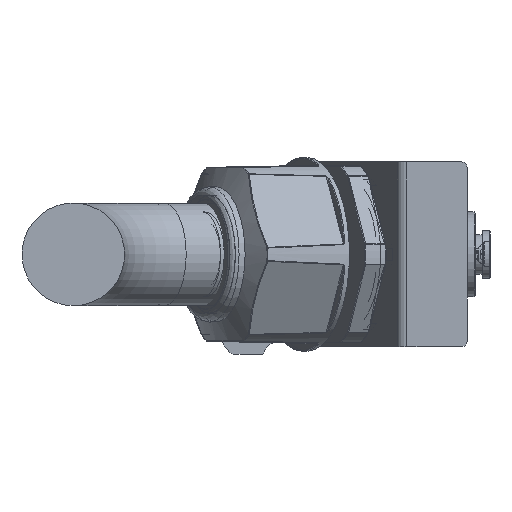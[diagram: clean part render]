
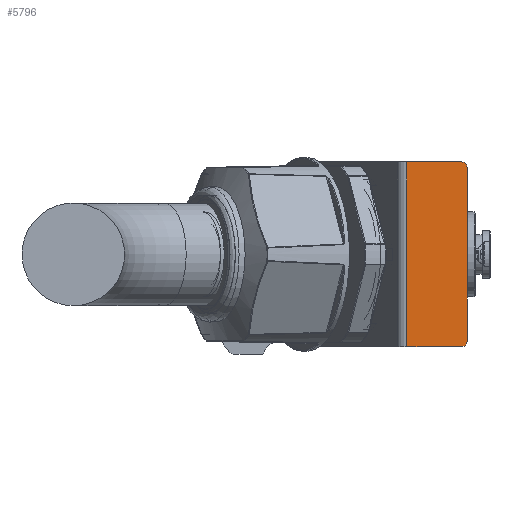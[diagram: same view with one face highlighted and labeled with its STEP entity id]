
A CAD part, left-side view. The second image highlights one B-rep face of the part: STEP entity #5796.
In plain terms, the highlighted planar face has unit normal (-1, 0, 0).
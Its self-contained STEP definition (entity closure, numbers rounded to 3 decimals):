
#524 = CARTESIAN_POINT ( 'NONE',  ( -660.588, 0., -55.372 ) ) ;
#801 = LINE ( 'NONE', #1581, #5073 ) ;
#866 = CARTESIAN_POINT ( 'NONE',  ( -660.588, 0., -53.658 ) ) ;
#982 = EDGE_LOOP ( 'NONE', ( #3613, #4274, #1102, #6236, #9409, #3168 ) ) ;
#1102 = ORIENTED_EDGE ( 'NONE', *, *, #10270, .T. ) ;
#1374 = EDGE_CURVE ( 'NONE', #3023, #8476, #4437, .T. ) ;
#1581 = CARTESIAN_POINT ( 'NONE',  ( -660.588, 0., -55.372 ) ) ;
#1648 = CARTESIAN_POINT ( 'NONE',  ( -660.588, 1.714, -53.658 ) ) ;
#1666 = VECTOR ( 'NONE', #2428, 1000. ) ;
#1909 = CARTESIAN_POINT ( 'NONE',  ( -660.588, 0., -1.714 ) ) ;
#2428 = DIRECTION ( 'NONE',  ( 0., 0., 1. ) ) ;
#2926 = DIRECTION ( 'NONE',  ( -1., 0., 0. ) ) ;
#2998 = DIRECTION ( 'NONE',  ( 0., 0., 1. ) ) ;
#3023 = VERTEX_POINT ( 'NONE', #8411 ) ;
#3168 = ORIENTED_EDGE ( 'NONE', *, *, #6345, .F. ) ;
#3613 = ORIENTED_EDGE ( 'NONE', *, *, #7383, .T. ) ;
#3682 = AXIS2_PLACEMENT_3D ( 'NONE', #524, #2926, #6145 ) ;
#3688 = DIRECTION ( 'NONE',  ( 0., -1., 0. ) ) ;
#4274 = ORIENTED_EDGE ( 'NONE', *, *, #1374, .T. ) ;
#4378 = EDGE_CURVE ( 'NONE', #8292, #9254, #5334, .T. ) ;
#4437 = CIRCLE ( 'NONE', #5784, 1.714 ) ;
#4497 = FACE_OUTER_BOUND ( 'NONE', #982, .T. ) ;
#4536 = DIRECTION ( 'NONE',  ( 0., -1., 0. ) ) ;
#4748 = DIRECTION ( 'NONE',  ( -1., 0., 0. ) ) ;
#5073 = VECTOR ( 'NONE', #10343, 1000. ) ;
#5155 = VERTEX_POINT ( 'NONE', #8072 ) ;
#5191 = VECTOR ( 'NONE', #3688, 1000. ) ;
#5334 = CIRCLE ( 'NONE', #7532, 1.714 ) ;
#5784 = AXIS2_PLACEMENT_3D ( 'NONE', #1648, #4748, #7349 ) ;
#5796 = ADVANCED_FACE ( 'NONE', ( #4497 ), #7726, .T. ) ;
#6145 = DIRECTION ( 'NONE',  ( 0., 0., 1. ) ) ;
#6216 = CARTESIAN_POINT ( 'NONE',  ( -660.588, 1.714, -1.714 ) ) ;
#6236 = ORIENTED_EDGE ( 'NONE', *, *, #4378, .T. ) ;
#6338 = CARTESIAN_POINT ( 'NONE',  ( -660.588, 18.078, -55.372 ) ) ;
#6345 = EDGE_CURVE ( 'NONE', #10200, #5155, #8776, .T. ) ;
#7349 = DIRECTION ( 'NONE',  ( 0., 0., 1. ) ) ;
#7383 = EDGE_CURVE ( 'NONE', #10200, #3023, #10137, .T. ) ;
#7532 = AXIS2_PLACEMENT_3D ( 'NONE', #6216, #7803, #2998 ) ;
#7726 = PLANE ( 'NONE',  #3682 ) ;
#7802 = CARTESIAN_POINT ( 'NONE',  ( -660.588, 0., -55.372 ) ) ;
#7803 = DIRECTION ( 'NONE',  ( -1., 0., 0. ) ) ;
#8072 = CARTESIAN_POINT ( 'NONE',  ( -660.588, 18.078, 0. ) ) ;
#8203 = CARTESIAN_POINT ( 'NONE',  ( -660.588, 1.714, 0. ) ) ;
#8261 = EDGE_CURVE ( 'NONE', #5155, #9254, #8457, .T. ) ;
#8292 = VERTEX_POINT ( 'NONE', #1909 ) ;
#8411 = CARTESIAN_POINT ( 'NONE',  ( -660.588, 1.714, -55.372 ) ) ;
#8457 = LINE ( 'NONE', #9316, #9795 ) ;
#8476 = VERTEX_POINT ( 'NONE', #866 ) ;
#8776 = LINE ( 'NONE', #6338, #1666 ) ;
#9254 = VERTEX_POINT ( 'NONE', #8203 ) ;
#9316 = CARTESIAN_POINT ( 'NONE',  ( -660.588, 0., 0. ) ) ;
#9401 = CARTESIAN_POINT ( 'NONE',  ( -660.588, 18.078, -55.372 ) ) ;
#9409 = ORIENTED_EDGE ( 'NONE', *, *, #8261, .F. ) ;
#9795 = VECTOR ( 'NONE', #4536, 1000. ) ;
#10137 = LINE ( 'NONE', #7802, #5191 ) ;
#10200 = VERTEX_POINT ( 'NONE', #9401 ) ;
#10270 = EDGE_CURVE ( 'NONE', #8476, #8292, #801, .T. ) ;
#10343 = DIRECTION ( 'NONE',  ( 0., 0., 1. ) ) ;
